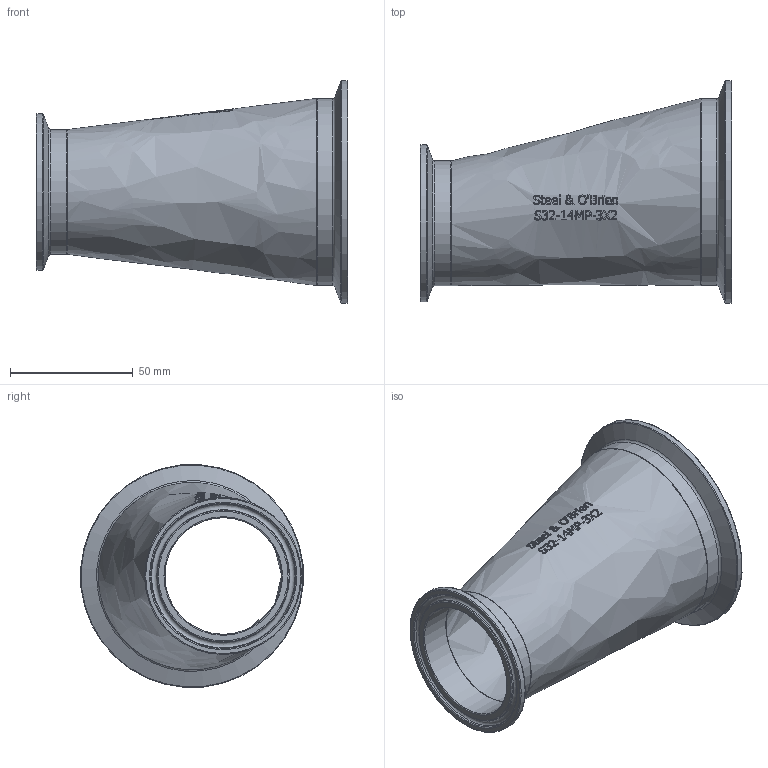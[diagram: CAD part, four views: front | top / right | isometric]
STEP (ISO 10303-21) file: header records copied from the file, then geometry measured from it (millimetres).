
FILE_DESCRIPTION(/* description */ (''),/* implementation_level */ '2;1');
FILE_NAME(/* name */ 'S32-14MP-3X2.stp',/* time_stamp */ '2018-11-27T13:25:41-05:00',/* author */ ('rick'),/* organization */ (''),/* preprocessor_version */ 'ST-DEVELOPER v15.2',/* originating_system */ 'Autodesk Inventor 2014',/* authorisation */ '');
FILE_SCHEMA (('AUTOMOTIVE_DESIGN { 1 0 10303 214 3 1 1 }'));
Length unit declared in the file: inch
Products named in the file (1): S32-14MP-3X2
Bounding box: 127 x 90.68 x 90.68 mm (x, y, z)
Volume: 51943.8 mm3; surface area: 56749.3 mm2
Topology: 1 solids, 1 shells, 466 faces, 1261 edges, 834 vertices
Faces by surface type: bspline 251, plane 185, torus 18, cylinder 6, cone 6
Full cylindrical faces by diameter (mm): 47.498 x1, 50.8 x1, 63.906 x1, 72.898 x1, 76.2 x1, 90.907 x1
Entity records: 18693 total; most frequent: CARTESIAN_POINT 9013, ORIENTED_EDGE 2462, EDGE_CURVE 1231, DIRECTION 1117, VERTEX_POINT 834, B_SPLINE_CURVE_WITH_KNOTS 624, EDGE_LOOP 535, ADVANCED_FACE 466
